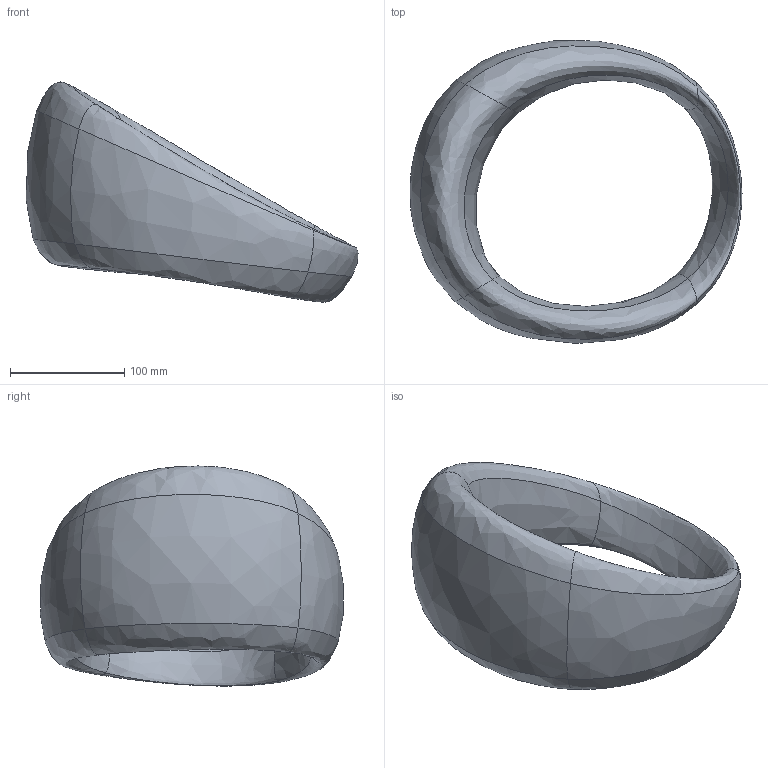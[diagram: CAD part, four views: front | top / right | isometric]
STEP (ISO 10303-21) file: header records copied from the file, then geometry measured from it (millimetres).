
FILE_DESCRIPTION(('FreeCAD Model'),'2;1');
FILE_NAME('Open CASCADE Shape Model','2025-05-04T09:31:20',('FreeCAD'),( 'FreeCAD'),'Open CASCADE STEP processor 7.6','FreeCAD','Unknown');
FILE_SCHEMA(('AUTOMOTIVE_DESIGN { 1 0 10303 214 1 1 1 1 }'));
Length unit declared in the file: millimetre
Products named in the file (1): Open CASCADE STEP translator 7.6 1
Bounding box: 290.5 x 265.23 x 192.6 mm (x, y, z)
Surface area: 180234.9 mm2 (no closed solid volume)
Topology: 0 solids, 1 shells, 16 faces, 32 edges, 16 vertices
Faces by surface type: bspline 16
Entity records: 626 total; most frequent: CARTESIAN_POINT 401, ORIENTED_EDGE 64, EDGE_CURVE 32, B_SPLINE_CURVE_WITH_KNOTS 32, ADVANCED_FACE 16, FACE_BOUND 16, EDGE_LOOP 16, VERTEX_POINT 16
